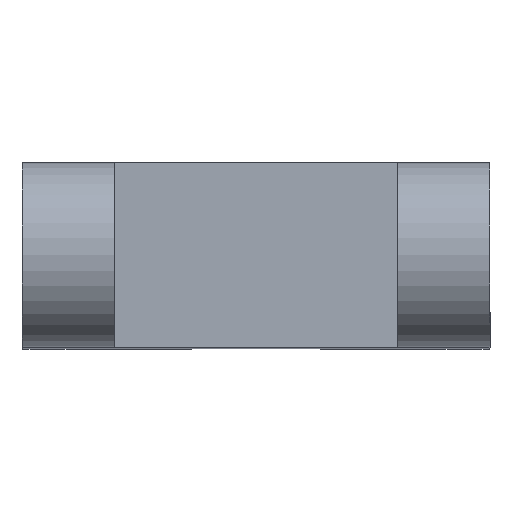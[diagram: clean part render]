
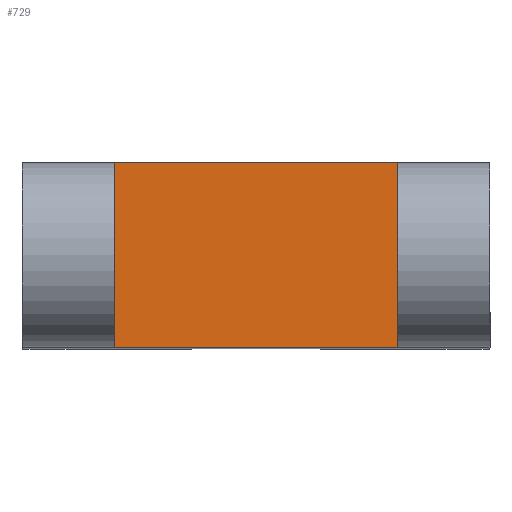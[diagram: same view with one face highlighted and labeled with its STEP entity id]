
A CAD part, top view. The second image highlights one B-rep face of the part: STEP entity #729.
In plain terms, the highlighted planar face has unit normal (0, 0, 1).
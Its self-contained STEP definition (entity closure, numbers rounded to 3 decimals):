
#10 = ORIENTED_EDGE ( 'NONE', *, *, #51, .T. ) ;
#32 = DIRECTION ( 'NONE',  ( 0., 1., 0. ) ) ;
#51 = EDGE_CURVE ( 'NONE', #830, #939, #618, .T. ) ;
#64 = CARTESIAN_POINT ( 'NONE',  ( -11.5, 7.5, 79.972 ) ) ;
#120 = CARTESIAN_POINT ( 'NONE',  ( 11.5, -7.5, 79.972 ) ) ;
#167 = CARTESIAN_POINT ( 'NONE',  ( -11.5, -7.5, 79.972 ) ) ;
#242 = EDGE_CURVE ( 'NONE', #830, #730, #1070, .T. ) ;
#260 = EDGE_CURVE ( 'NONE', #939, #539, #763, .T. ) ;
#303 = DIRECTION ( 'NONE',  ( -1., 0., 0. ) ) ;
#322 = CARTESIAN_POINT ( 'NONE',  ( 11.5, -7.5, 79.972 ) ) ;
#347 = FACE_OUTER_BOUND ( 'NONE', #1053, .T. ) ;
#353 = ORIENTED_EDGE ( 'NONE', *, *, #260, .T. ) ;
#376 = ORIENTED_EDGE ( 'NONE', *, *, #865, .F. ) ;
#406 = VECTOR ( 'NONE', #943, 1000. ) ;
#480 = PLANE ( 'NONE',  #1018 ) ;
#539 = VERTEX_POINT ( 'NONE', #64 ) ;
#573 = VECTOR ( 'NONE', #32, 1000. ) ;
#590 = VECTOR ( 'NONE', #303, 1000. ) ;
#593 = CARTESIAN_POINT ( 'NONE',  ( -11.5, -7.5, 79.972 ) ) ;
#596 = CARTESIAN_POINT ( 'NONE',  ( -11.5, -7.5, 79.972 ) ) ;
#618 = LINE ( 'NONE', #120, #1061 ) ;
#671 = DIRECTION ( 'NONE',  ( 0., 1., 0. ) ) ;
#729 = ADVANCED_FACE ( 'NONE', ( #347 ), #480, .F. ) ;
#730 = VERTEX_POINT ( 'NONE', #167 ) ;
#740 = CARTESIAN_POINT ( 'NONE',  ( -11.5, -7.5, 79.972 ) ) ;
#763 = LINE ( 'NONE', #862, #406 ) ;
#830 = VERTEX_POINT ( 'NONE', #322 ) ;
#862 = CARTESIAN_POINT ( 'NONE',  ( -11.5, 7.5, 79.972 ) ) ;
#865 = EDGE_CURVE ( 'NONE', #730, #539, #1196, .T. ) ;
#866 = DIRECTION ( 'NONE',  ( 0., 0., -1. ) ) ;
#939 = VERTEX_POINT ( 'NONE', #978 ) ;
#943 = DIRECTION ( 'NONE',  ( -1., 0., 0. ) ) ;
#978 = CARTESIAN_POINT ( 'NONE',  ( 11.5, 7.5, 79.972 ) ) ;
#1014 = DIRECTION ( 'NONE',  ( -1., 0., 0. ) ) ;
#1018 = AXIS2_PLACEMENT_3D ( 'NONE', #740, #866, #1014 ) ;
#1053 = EDGE_LOOP ( 'NONE', ( #353, #376, #1101, #10 ) ) ;
#1061 = VECTOR ( 'NONE', #671, 1000. ) ;
#1070 = LINE ( 'NONE', #593, #590 ) ;
#1101 = ORIENTED_EDGE ( 'NONE', *, *, #242, .F. ) ;
#1196 = LINE ( 'NONE', #596, #573 ) ;
